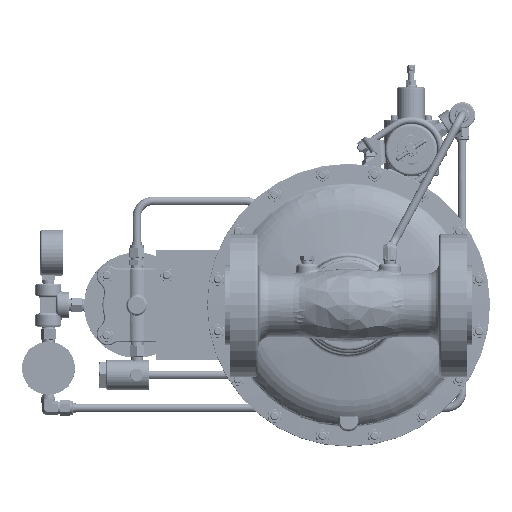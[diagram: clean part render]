
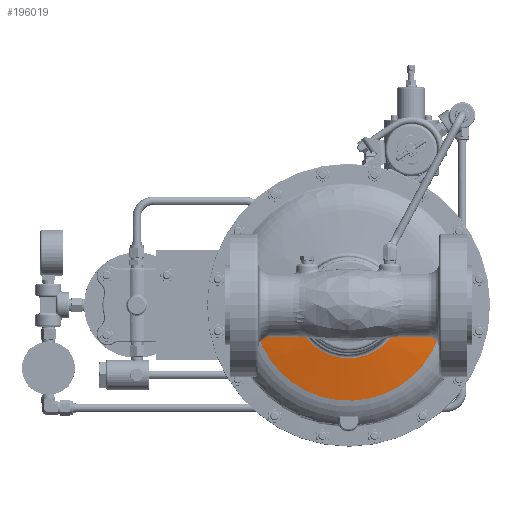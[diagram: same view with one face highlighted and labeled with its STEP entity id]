
A CAD part, front view. The second image highlights one B-rep face of the part: STEP entity #196019.
In plain terms, the highlighted spherical face has radius 584.2 mm.
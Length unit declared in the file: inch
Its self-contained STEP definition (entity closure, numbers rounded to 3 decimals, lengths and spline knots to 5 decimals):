
#10200 = CARTESIAN_POINT ( 'NONE',  ( -4.24932, 8.29892, -0.49841 ) ) ;
#15641 = ORIENTED_EDGE ( 'NONE', *, *, #249673, .T. ) ;
#24765 = CARTESIAN_POINT ( 'NONE',  ( 4.34629, 8.31191, 0. ) ) ;
#34940 = EDGE_CURVE ( 'NONE', #285572, #276129, #332767, .T. ) ;
#35639 = CARTESIAN_POINT ( 'NONE',  ( -3.60734, 8.18588, -0.41039 ) ) ;
#42550 = CARTESIAN_POINT ( 'NONE',  ( -4.28725, 8.30562, -0.47677 ) ) ;
#43687 = CARTESIAN_POINT ( 'NONE',  ( -3.72289, 8.20618, -0.49364 ) ) ;
#52308 = CARTESIAN_POINT ( 'NONE',  ( 0., 8.02435, 0. ) ) ;
#54716 = EDGE_CURVE ( 'NONE', #205837, #276129, #147736, .T. ) ;
#59546 = CARTESIAN_POINT ( 'NONE',  ( -3.4488, 8.15805, -0.15172 ) ) ;
#63367 = CARTESIAN_POINT ( 'NONE',  ( -3.50429, 8.16778, -0.28188 ) ) ;
#69211 = CARTESIAN_POINT ( 'NONE',  ( -4.18918, 8.28831, -0.52407 ) ) ;
#76526 = EDGE_CURVE ( 'NONE', #125591, #312813, #94670, .T. ) ;
#76611 = CARTESIAN_POINT ( 'NONE',  ( -2.41202, 8.02435, 0. ) ) ;
#86312 = CARTESIAN_POINT ( 'NONE',  ( -3.45878, 8.1598, -0.18098 ) ) ;
#88855 = CARTESIAN_POINT ( 'NONE',  ( -3.68526, 8.19957, -0.4714 ) ) ;
#89979 = CARTESIAN_POINT ( 'NONE',  ( -4.10486, 8.27343, -0.54887 ) ) ;
#94670 = CIRCLE ( 'NONE', #143741, 4.34629 ) ;
#95388 = DIRECTION ( 'NONE',  ( 1., 0., 0. ) ) ;
#96237 = DIRECTION ( 'NONE',  ( 0., 0., 1. ) ) ;
#106672 = DIRECTION ( 'NONE',  ( 1., 0., 0. ) ) ;
#108949 = DIRECTION ( 'NONE',  ( 0., 1., 0. ) ) ;
#115458 = CARTESIAN_POINT ( 'NONE',  ( -3.80339, 8.22034, -0.52923 ) ) ;
#116606 = CARTESIAN_POINT ( 'NONE',  ( -3.66711, 8.19638, -0.45919 ) ) ;
#125591 = VERTEX_POINT ( 'NONE', #278069 ) ;
#127552 = CARTESIAN_POINT ( 'NONE',  ( 2.41202, 8.02435, 0. ) ) ;
#128061 = ORIENTED_EDGE ( 'NONE', *, *, #54716, .T. ) ;
#130430 = DIRECTION ( 'NONE',  ( -1., 0., 0. ) ) ;
#142081 = CARTESIAN_POINT ( 'NONE',  ( -3.63235, 8.19027, -0.43231 ) ) ;
#143741 = AXIS2_PLACEMENT_3D ( 'NONE', #321510, #162905, #268310 ) ;
#147736 = CIRCLE ( 'NONE', #253435, 2.41202 ) ;
#149003 = CARTESIAN_POINT ( 'NONE',  ( -3.47424, 8.16251, -0.22229 ) ) ;
#150025 = AXIS2_PLACEMENT_3D ( 'NONE', #333436, #96237, #332305 ) ;
#153515 = EDGE_CURVE ( 'NONE', #181843, #125591, #335147, .T. ) ;
#162905 = DIRECTION ( 'NONE',  ( 0., -1., 0. ) ) ;
#167484 = CARTESIAN_POINT ( 'NONE',  ( -4.12625, 8.27721, -0.54393 ) ) ;
#167747 = EDGE_LOOP ( 'NONE', ( #207079, #296697, #241101, #305062, #15641, #128061 ) ) ;
#168599 = CARTESIAN_POINT ( 'NONE',  ( -4.16858, 8.28467, -0.53148 ) ) ;
#175554 = CARTESIAN_POINT ( 'NONE',  ( -3.4934, 8.16587, -0.26226 ) ) ;
#181843 = VERTEX_POINT ( 'NONE', #86312 ) ;
#190815 = SPHERICAL_SURFACE ( 'NONE', #150025, 23. ) ;
#192944 = CARTESIAN_POINT ( 'NONE',  ( -3.90884, 8.2389, -0.55644 ) ) ;
#193647 = CARTESIAN_POINT ( 'NONE',  ( -3.43145, 8.155, -0.06117 ) ) ;
#195240 = CARTESIAN_POINT ( 'NONE',  ( -4.3229, 8.31191, -0.45036 ) ) ;
#196019 = ADVANCED_FACE ( 'NONE', ( #257005 ), #190815, .T. ) ;
#199476 = DIRECTION ( 'NONE',  ( 0., 0., 1. ) ) ;
#201026 = CARTESIAN_POINT ( 'NONE',  ( -3.78273, 8.21671, -0.52152 ) ) ;
#202206 = CARTESIAN_POINT ( 'NONE',  ( -3.61557, 8.18732, -0.41789 ) ) ;
#203631 = AXIS2_PLACEMENT_3D ( 'NONE', #333704, #199476, #95388 ) ;
#205837 = VERTEX_POINT ( 'NONE', #127552 ) ;
#207079 = ORIENTED_EDGE ( 'NONE', *, *, #34940, .F. ) ;
#212529 = CARTESIAN_POINT ( 'NONE',  ( 0., 30.89752, 0. ) ) ;
#220284 = CARTESIAN_POINT ( 'NONE',  ( -3.42898, 8.15457, -0.03071 ) ) ;
#229636 = CIRCLE ( 'NONE', #252791, 23. ) ;
#238655 = EDGE_CURVE ( 'NONE', #285572, #181843, #318040, .T. ) ;
#241101 = ORIENTED_EDGE ( 'NONE', *, *, #153515, .T. ) ;
#245106 = CARTESIAN_POINT ( 'NONE',  ( -3.74238, 8.20961, -0.50368 ) ) ;
#245818 = CARTESIAN_POINT ( 'NONE',  ( -3.44132, 8.15673, -0.1216 ) ) ;
#246242 = CARTESIAN_POINT ( 'NONE',  ( -3.99686, 8.2544, -0.56217 ) ) ;
#247402 = CARTESIAN_POINT ( 'NONE',  ( -3.53987, 8.17403, -0.33789 ) ) ;
#249673 = EDGE_CURVE ( 'NONE', #312813, #205837, #229636, .T. ) ;
#252791 = AXIS2_PLACEMENT_3D ( 'NONE', #212529, #292386, #130430 ) ;
#253435 = AXIS2_PLACEMENT_3D ( 'NONE', #52308, #108949, #106672 ) ;
#256171 = CARTESIAN_POINT ( 'NONE',  ( -3.42898, 8.15457, 0. ) ) ;
#257005 = FACE_OUTER_BOUND ( 'NONE', #167747, .T. ) ;
#268310 = DIRECTION ( 'NONE',  ( -1., 0., 0. ) ) ;
#272856 = CARTESIAN_POINT ( 'NONE',  ( -4.0404, 8.26207, -0.55985 ) ) ;
#273556 = CARTESIAN_POINT ( 'NONE',  ( -3.45878, 8.1598, -0.18098 ) ) ;
#276129 = VERTEX_POINT ( 'NONE', #76611 ) ;
#278069 = CARTESIAN_POINT ( 'NONE',  ( -4.3229, 8.31191, -0.45036 ) ) ;
#285572 = VERTEX_POINT ( 'NONE', #256171 ) ;
#291051 = CARTESIAN_POINT ( 'NONE',  ( -3.42898, 8.15457, 0. ) ) ;
#292386 = DIRECTION ( 'NONE',  ( 0., 0., -1. ) ) ;
#296697 = ORIENTED_EDGE ( 'NONE', *, *, #238655, .T. ) ;
#299472 = CARTESIAN_POINT ( 'NONE',  ( -3.56762, 8.1789, -0.37194 ) ) ;
#300603 = CARTESIAN_POINT ( 'NONE',  ( -3.86599, 8.23135, -0.54851 ) ) ;
#305062 = ORIENTED_EDGE ( 'NONE', *, *, #76526, .T. ) ;
#312813 = VERTEX_POINT ( 'NONE', #24765 ) ;
#318040 = B_SPLINE_CURVE_WITH_KNOTS ( 'NONE', 3,
 ( #291051, #220284, #193647, #245818, #59546, #273556 ),
 .UNSPECIFIED., .F., .F.,
 ( 4, 2, 4 ),
 ( 0.00467, 0.007, 0.00934 ),
 .UNSPECIFIED. ) ;
#321510 = CARTESIAN_POINT ( 'NONE',  ( 0., 8.31191, 0. ) ) ;
#324947 = CARTESIAN_POINT ( 'NONE',  ( -3.45878, 8.1598, -0.18098 ) ) ;
#327195 = CARTESIAN_POINT ( 'NONE',  ( -3.4659, 8.16105, -0.20185 ) ) ;
#328317 = CARTESIAN_POINT ( 'NONE',  ( -3.64091, 8.19178, -0.43924 ) ) ;
#332305 = DIRECTION ( 'NONE',  ( 1., 0., 0. ) ) ;
#332767 = CIRCLE ( 'NONE', #203631, 23. ) ;
#333436 = CARTESIAN_POINT ( 'NONE',  ( 0., 30.89752, 0. ) ) ;
#333704 = CARTESIAN_POINT ( 'NONE',  ( 0., 30.89752, 0. ) ) ;
#335147 = B_SPLINE_CURVE_WITH_KNOTS ( 'NONE', 3,
 ( #324947, #327195, #149003, #175554, #63367, #247402, #299472, #35639, #202206, #142081, #328317, #116606, #88855, #43687, #245106, #201026, #115458, #300603, #192944, #246242, #272856, #89979, #167484, #168599, #69211, #10200, #42550, #195240 ),
 .UNSPECIFIED., .F., .F.,
 ( 4, 2, 2, 2, 2, 2, 2, 2, 2, 2, 2, 2, 2, 4 ),
 ( 0.03624, 0.03792, 0.03961, 0.04297, 0.04381, 0.04465, 0.04634, 0.04802, 0.0497, 0.05307, 0.05643, 0.05812, 0.0598, 0.06316 ),
 .UNSPECIFIED. ) ;
